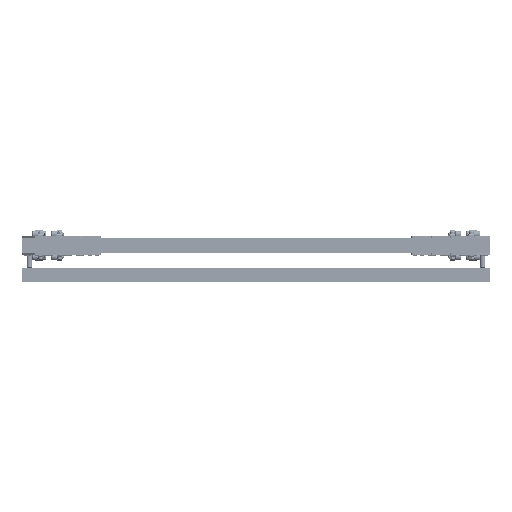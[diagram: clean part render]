
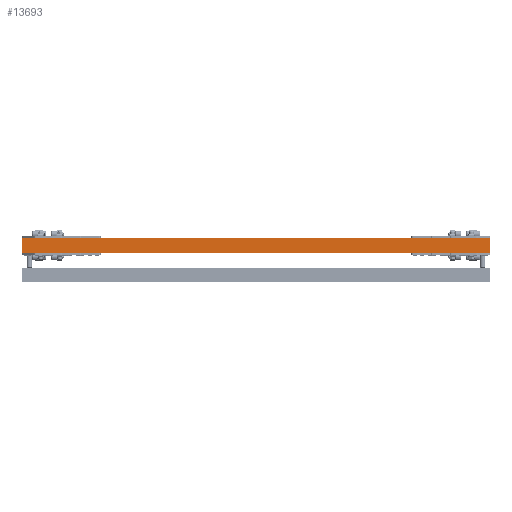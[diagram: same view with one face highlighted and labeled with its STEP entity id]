
A CAD part, front view. The second image highlights one B-rep face of the part: STEP entity #13693.
In plain terms, the highlighted planar face has unit normal (0, -1, 0).
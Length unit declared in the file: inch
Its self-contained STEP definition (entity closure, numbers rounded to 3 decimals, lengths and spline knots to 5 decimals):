
#945 = EDGE_CURVE ( 'NONE', #14990, #3011, #14493, .T. ) ;
#2678 = CARTESIAN_POINT ( 'NONE',  ( 32., 0., 0. ) ) ;
#2792 = LINE ( 'NONE', #6382, #12226 ) ;
#3011 = VERTEX_POINT ( 'NONE', #13302 ) ;
#3025 = DIRECTION ( 'NONE',  ( -1., 0., 0. ) ) ;
#3934 = DIRECTION ( 'NONE',  ( 0., 1., 0. ) ) ;
#4046 = ORIENTED_EDGE ( 'NONE', *, *, #945, .T. ) ;
#4119 = LINE ( 'NONE', #10107, #10134 ) ;
#5204 = CARTESIAN_POINT ( 'NONE',  ( 0., 0., -1. ) ) ;
#5239 = VECTOR ( 'NONE', #7409, 39.37008 ) ;
#6031 = CARTESIAN_POINT ( 'NONE',  ( 32., 0., 0. ) ) ;
#6382 = CARTESIAN_POINT ( 'NONE',  ( 32., 0., -1. ) ) ;
#6610 = DIRECTION ( 'NONE',  ( 0., 0., -1. ) ) ;
#6806 = EDGE_LOOP ( 'NONE', ( #14940, #10360, #11049, #4046 ) ) ;
#7409 = DIRECTION ( 'NONE',  ( -1., 0., 0. ) ) ;
#7475 = EDGE_CURVE ( 'NONE', #14990, #14938, #12960, .T. ) ;
#8229 = VERTEX_POINT ( 'NONE', #5204 ) ;
#8779 = VECTOR ( 'NONE', #9684, 39.37008 ) ;
#9684 = DIRECTION ( 'NONE',  ( 0., 0., -1. ) ) ;
#9754 = DIRECTION ( 'NONE',  ( 0., 0., 1. ) ) ;
#9757 = CARTESIAN_POINT ( 'NONE',  ( 32., 0., -1. ) ) ;
#9840 = FACE_OUTER_BOUND ( 'NONE', #6806, .T. ) ;
#10107 = CARTESIAN_POINT ( 'NONE',  ( 0., 0., 0. ) ) ;
#10134 = VECTOR ( 'NONE', #6610, 39.37008 ) ;
#10360 = ORIENTED_EDGE ( 'NONE', *, *, #11852, .F. ) ;
#11049 = ORIENTED_EDGE ( 'NONE', *, *, #7475, .F. ) ;
#11852 = EDGE_CURVE ( 'NONE', #14938, #8229, #2792, .T. ) ;
#11866 = CARTESIAN_POINT ( 'NONE',  ( 32., 0., 0. ) ) ;
#12159 = PLANE ( 'NONE',  #12820 ) ;
#12226 = VECTOR ( 'NONE', #3025, 39.37008 ) ;
#12820 = AXIS2_PLACEMENT_3D ( 'NONE', #13666, #3934, #9754 ) ;
#12960 = LINE ( 'NONE', #11866, #8779 ) ;
#13302 = CARTESIAN_POINT ( 'NONE',  ( 0., 0., 0. ) ) ;
#13666 = CARTESIAN_POINT ( 'NONE',  ( 32., 0., 0. ) ) ;
#13693 = ADVANCED_FACE ( 'NONE', ( #9840 ), #12159, .F. ) ;
#14493 = LINE ( 'NONE', #2678, #5239 ) ;
#14733 = EDGE_CURVE ( 'NONE', #3011, #8229, #4119, .T. ) ;
#14938 = VERTEX_POINT ( 'NONE', #9757 ) ;
#14940 = ORIENTED_EDGE ( 'NONE', *, *, #14733, .T. ) ;
#14990 = VERTEX_POINT ( 'NONE', #6031 ) ;
